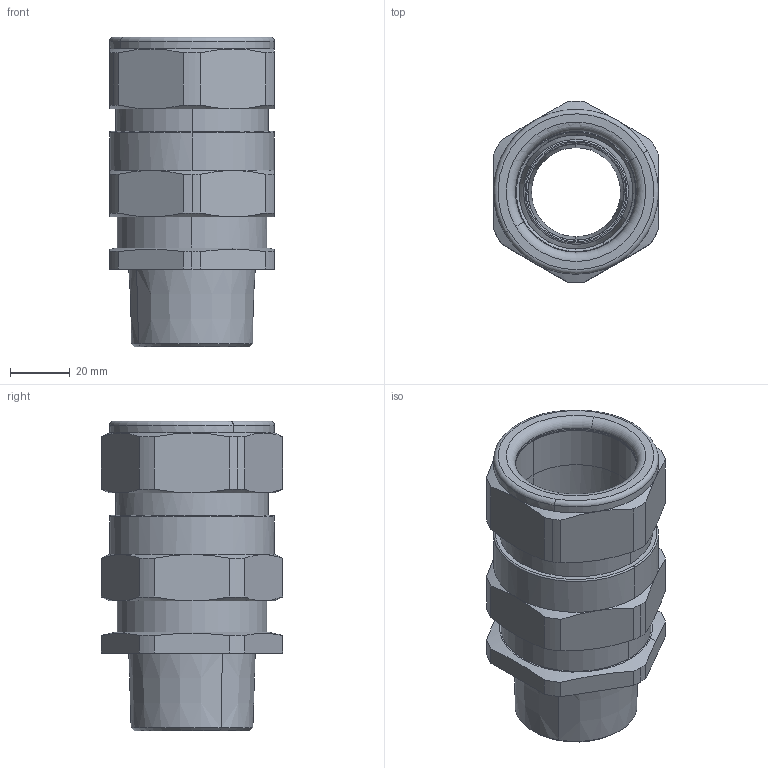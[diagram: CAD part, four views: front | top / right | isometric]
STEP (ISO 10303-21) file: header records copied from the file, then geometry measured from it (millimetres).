
FILE_DESCRIPTION(('CATIA V5 STEP Exchange','CAx-IF Rec.Pracs.--- Model Styling and Organization---1.5--- 2016-08-15','CAx-IF Rec.Pracs.---Supplemental Geometry---1.0---2011-11-01','CAx-IF Rec.Pracs.--- Composite Materials ---1.1---2010-07-15'),'2;1');
FILE_NAME ('304653-1_0', '2025-09-22T05:29:35+00:00', ('none'), ('Weidmueller'), 'CATIA Version 5-6 Release 2024 SP4', 'CATIA V5 STEP AP214 v3', 'none');
FILE_SCHEMA(('AUTOMOTIVE_DESIGN { 1 0 10303 214 1 1 1 1 }'));
Length unit declared in the file: millimetre
Products named in the file (1): E1W/40/NPT1-1/4-WM
Bounding box: 55 x 60.5 x 103.4 mm (x, y, z)
Volume: 108105.8 mm3; surface area: 57935.5 mm2
Topology: 3 solids, 3 shells, 213 faces, 524 edges, 334 vertices
Faces by surface type: cylinder 70, cone 70, plane 41, torus 32
Entity records: 5946 total; most frequent: CARTESIAN_POINT 1459, ORIENTED_EDGE 1048, DIRECTION 665, EDGE_CURVE 524, AXIS2_PLACEMENT_3D 417, VERTEX_POINT 334, CIRCLE 307, EDGE_LOOP 236
